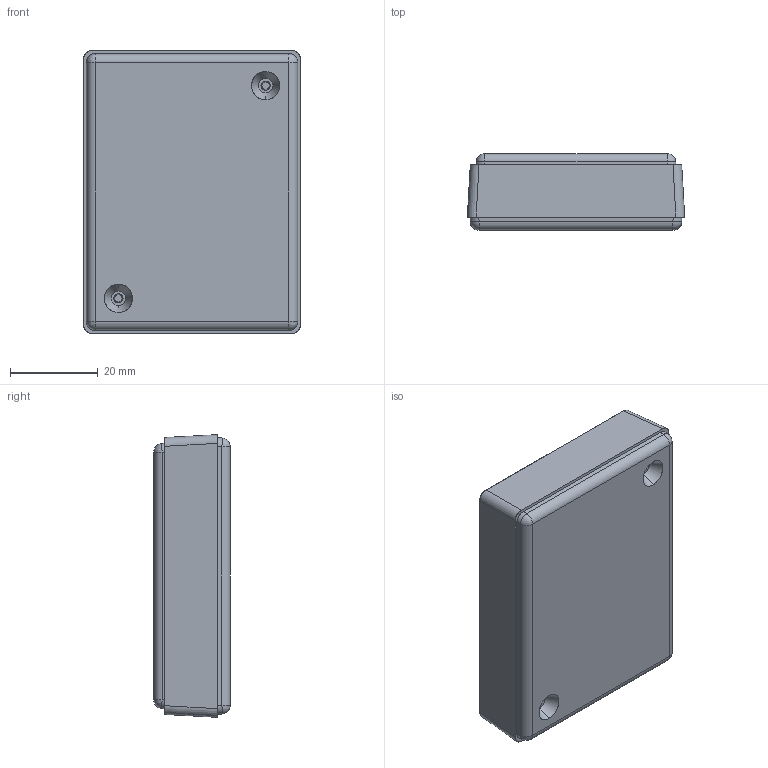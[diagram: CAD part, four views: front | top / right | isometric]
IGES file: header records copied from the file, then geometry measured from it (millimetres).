
Start section: SolidWorks IGES file using analytic representation for surfaces
Global section: file name: Z-69.IGS; native system: SolidWorks 2009; preprocessor: SolidWorks 2009; author: uki; date: 120509.230554; units: millimetre
Bounding box: 49.6 x 17.45 x 64.55 mm (x, y, z)
Surface area: 19517.5 mm2 (no closed solid volume)
Topology: 0 solids, 0 shells, 96 faces, 1384 edges, 1384 vertices
Faces by surface type: revolution 56, bspline 40
